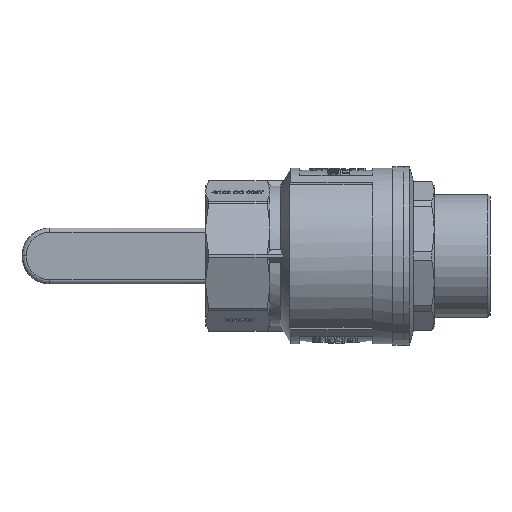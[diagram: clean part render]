
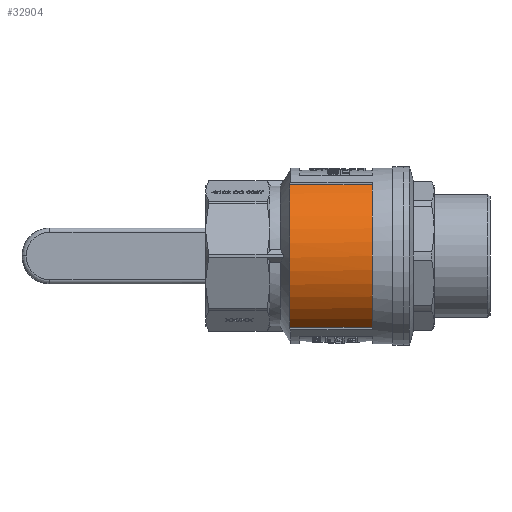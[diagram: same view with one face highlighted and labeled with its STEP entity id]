
A CAD part, front view. The second image highlights one B-rep face of the part: STEP entity #32904.
In plain terms, the highlighted cylindrical face has radius 41.5 mm (diameter 83 mm), a partial arc.
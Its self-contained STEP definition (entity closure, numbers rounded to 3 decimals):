
#966=CYLINDRICAL_SURFACE('',#35223,41.5);
#1361=CIRCLE('',#35224,41.5);
#1362=CIRCLE('',#35225,41.5);
#2023=ORIENTED_EDGE('',*,*,#11827,.T.);
#2024=ORIENTED_EDGE('',*,*,#11828,.T.);
#2025=ORIENTED_EDGE('',*,*,#11829,.T.);
#2026=ORIENTED_EDGE('',*,*,#11830,.F.);
#11827=EDGE_CURVE('',#27605,#27606,#1361,.T.);
#11828=EDGE_CURVE('',#27606,#27607,#16695,.T.);
#11829=EDGE_CURVE('',#27607,#27608,#1362,.T.);
#11830=EDGE_CURVE('',#27605,#27608,#16696,.T.);
#16695=LINE('',#49202,#20268);
#16696=LINE('',#49206,#20269);
#20268=VECTOR('',#38600,1000.);
#20269=VECTOR('',#38603,1000.);
#23908=EDGE_LOOP('',(#2023,#2024,#2025,#2026));
#27605=VERTEX_POINT('',#49200);
#27606=VERTEX_POINT('',#49201);
#27607=VERTEX_POINT('',#49203);
#27608=VERTEX_POINT('',#49205);
#30947=FACE_BOUND('',#23908,.T.);
#32904=ADVANCED_FACE('',(#30947),#966,.T.);
#35223=AXIS2_PLACEMENT_3D('',#49198,#38596,#38597);
#35224=AXIS2_PLACEMENT_3D('',#49199,#38598,#38599);
#35225=AXIS2_PLACEMENT_3D('',#49204,#38601,#38602);
#38596=DIRECTION('',(-1.,0.,0.));
#38597=DIRECTION('',(0.,1.,0.));
#38598=DIRECTION('',(-1.,0.,0.));
#38599=DIRECTION('',(0.,1.,0.));
#38600=DIRECTION('',(-1.,0.,0.));
#38601=DIRECTION('',(1.,0.,0.));
#38602=DIRECTION('',(0.,-1.,0.));
#38603=DIRECTION('',(-1.,0.,0.));
#49198=CARTESIAN_POINT('',(3.,0.,0.));
#49199=CARTESIAN_POINT('',(15.5,0.,0.));
#49200=CARTESIAN_POINT('',(15.5,-23.,-34.543));
#49201=CARTESIAN_POINT('',(15.5,-23.,34.543));
#49202=CARTESIAN_POINT('',(3.,-23.,34.543));
#49203=CARTESIAN_POINT('',(-24.5,-23.,34.543));
#49204=CARTESIAN_POINT('',(-24.5,0.,0.));
#49205=CARTESIAN_POINT('',(-24.5,-23.,-34.543));
#49206=CARTESIAN_POINT('',(3.,-23.,-34.543));
